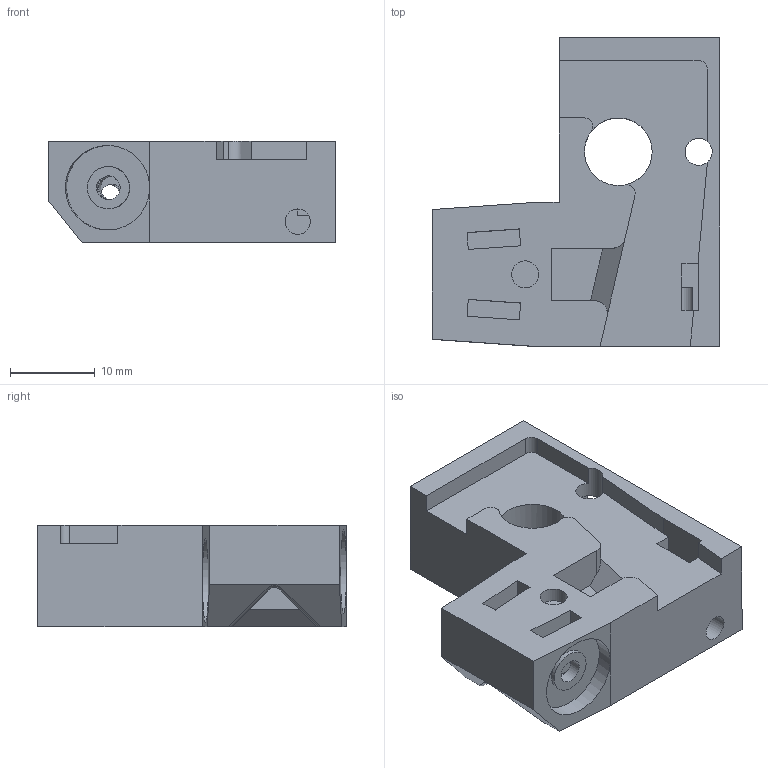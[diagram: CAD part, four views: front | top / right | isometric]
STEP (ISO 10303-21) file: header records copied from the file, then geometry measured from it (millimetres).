
FILE_DESCRIPTION(/* description */ (''),/* implementation_level */ '2;1');
FILE_NAME(/* name */ 'idler_right.step',/* time_stamp */ '2017-03-09T13:42:08+01:00',/* author */ (''),/* organization */ (''),/* preprocessor_version */ 'ST-DEVELOPER v16.5',/* originating_system */ 'Autodesk Translation Framework v5.2.0.2920',/* authorisation */ '');
FILE_SCHEMA (('AUTOMOTIVE_DESIGN { 1 0 10303 214 3 1 1 }'));
Length unit declared in the file: millimetre
Products named in the file (1): idler_right v10
Bounding box: 34 x 36.5 x 12 mm (x, y, z)
Volume: 8294.2 mm3; surface area: 5046.8 mm2
Topology: 1 solids, 1 shells, 97 faces, 271 edges, 181 vertices
Faces by surface type: plane 69, cylinder 27, bspline 1
Full cylindrical faces by diameter (mm): 2.8 x4, 3 x1, 3.2 x8, 5 x2, 8 x1, 10 x2
Entity records: 2971 total; most frequent: CARTESIAN_POINT 532, DIRECTION 491, ORIENTED_EDGE 474, EDGE_CURVE 237, LINE 171, VECTOR 171, VERTEX_POINT 166, AXIS2_PLACEMENT_3D 160
